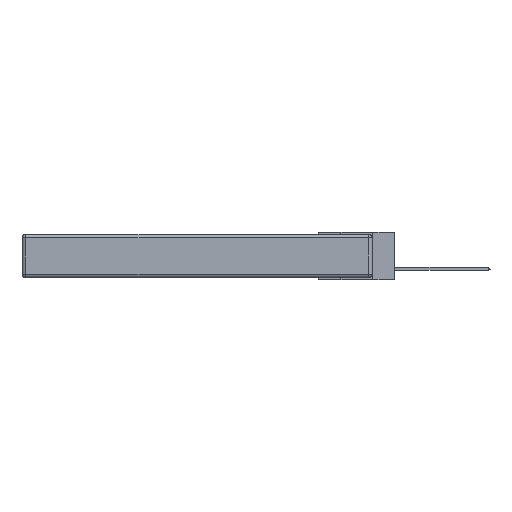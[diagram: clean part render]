
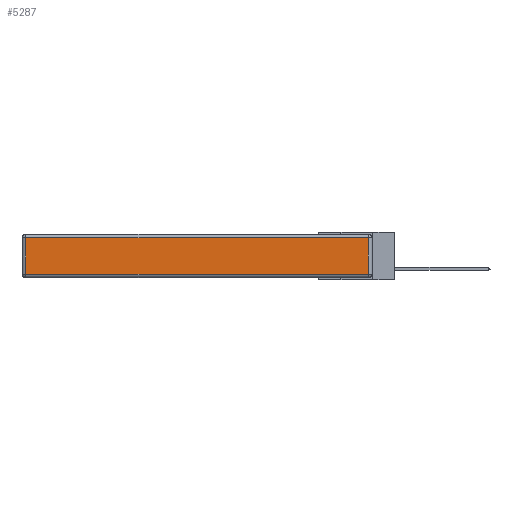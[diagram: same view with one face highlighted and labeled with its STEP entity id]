
A CAD part, left-side view. The second image highlights one B-rep face of the part: STEP entity #5287.
In plain terms, the highlighted planar face has unit normal (-1, 0, 0).
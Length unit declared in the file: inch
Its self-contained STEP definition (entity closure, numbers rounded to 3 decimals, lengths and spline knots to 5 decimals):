
#165 = VECTOR ( 'NONE', #10814, 39.37008 ) ;
#1250 = VECTOR ( 'NONE', #17039, 39.37008 ) ;
#1468 = FACE_OUTER_BOUND ( 'NONE', #11772, .T. ) ;
#2761 = CARTESIAN_POINT ( 'NONE',  ( 0., 2.75, -0.03 ) ) ;
#2917 = VERTEX_POINT ( 'NONE', #22683 ) ;
#3539 = LINE ( 'NONE', #2761, #6982 ) ;
#3779 = LINE ( 'NONE', #14816, #1250 ) ;
#4097 = DIRECTION ( 'NONE',  ( 0., 0., -1. ) ) ;
#4935 = CARTESIAN_POINT ( 'NONE',  ( 0., 0., -0.313 ) ) ;
#5287 = ADVANCED_FACE ( 'NONE', ( #1468 ), #10114, .T. ) ;
#6967 = DIRECTION ( 'NONE',  ( 0., 1., 0. ) ) ;
#6982 = VECTOR ( 'NONE', #6967, 39.37008 ) ;
#7468 = VERTEX_POINT ( 'NONE', #14969 ) ;
#7924 = DIRECTION ( 'NONE',  ( -1., 0., 0. ) ) ;
#8077 = VERTEX_POINT ( 'NONE', #18390 ) ;
#8510 = LINE ( 'NONE', #18217, #21161 ) ;
#8784 = EDGE_CURVE ( 'NONE', #8972, #7468, #8510, .T. ) ;
#8972 = VERTEX_POINT ( 'NONE', #23050 ) ;
#9076 = EDGE_CURVE ( 'NONE', #2917, #8077, #3779, .T. ) ;
#9941 = DIRECTION ( 'NONE',  ( 0., 0., 1. ) ) ;
#10114 = PLANE ( 'NONE',  #25106 ) ;
#10814 = DIRECTION ( 'NONE',  ( 0., -1., 0. ) ) ;
#11772 = EDGE_LOOP ( 'NONE', ( #19391, #23607, #23917, #24956 ) ) ;
#14107 = CARTESIAN_POINT ( 'NONE',  ( 0., 0., -0.343 ) ) ;
#14816 = CARTESIAN_POINT ( 'NONE',  ( 0., 0.03, -0.343 ) ) ;
#14969 = CARTESIAN_POINT ( 'NONE',  ( 0., 2.72, -0.313 ) ) ;
#17039 = DIRECTION ( 'NONE',  ( 0., 0., 1. ) ) ;
#18217 = CARTESIAN_POINT ( 'NONE',  ( 0., 2.72, -0.343 ) ) ;
#18390 = CARTESIAN_POINT ( 'NONE',  ( 0., 0.03, -0.03 ) ) ;
#19045 = EDGE_CURVE ( 'NONE', #7468, #2917, #19401, .T. ) ;
#19391 = ORIENTED_EDGE ( 'NONE', *, *, #19045, .T. ) ;
#19401 = LINE ( 'NONE', #4935, #165 ) ;
#20727 = EDGE_CURVE ( 'NONE', #8077, #8972, #3539, .T. ) ;
#21161 = VECTOR ( 'NONE', #4097, 39.37008 ) ;
#22683 = CARTESIAN_POINT ( 'NONE',  ( 0., 0.03, -0.313 ) ) ;
#23050 = CARTESIAN_POINT ( 'NONE',  ( 0., 2.72, -0.03 ) ) ;
#23607 = ORIENTED_EDGE ( 'NONE', *, *, #9076, .T. ) ;
#23917 = ORIENTED_EDGE ( 'NONE', *, *, #20727, .T. ) ;
#24956 = ORIENTED_EDGE ( 'NONE', *, *, #8784, .T. ) ;
#25106 = AXIS2_PLACEMENT_3D ( 'NONE', #14107, #7924, #9941 ) ;
